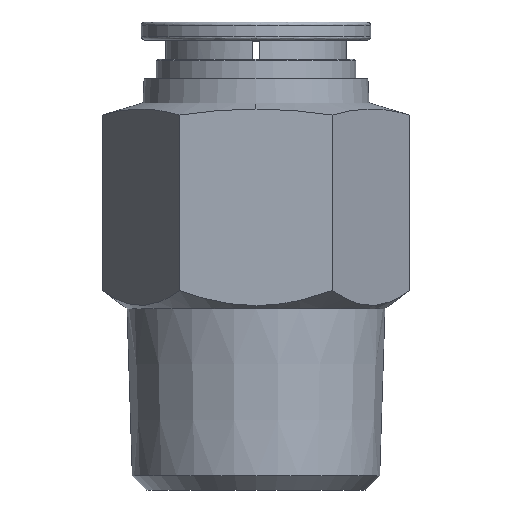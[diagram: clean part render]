
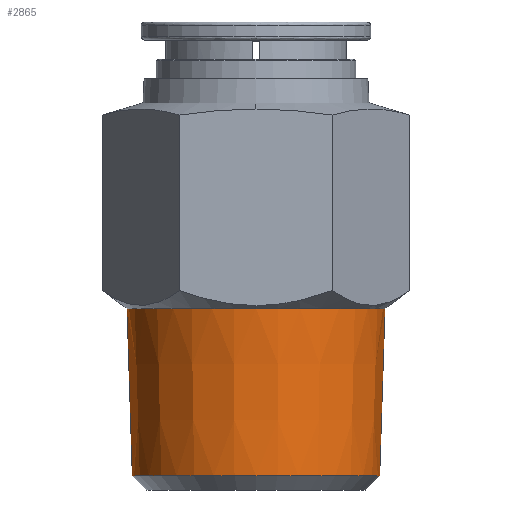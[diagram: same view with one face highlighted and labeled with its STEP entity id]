
A CAD part, front view. The second image highlights one B-rep face of the part: STEP entity #2865.
In plain terms, the highlighted conical face has half-angle 1.79 degrees and reference radius 10.662 mm.
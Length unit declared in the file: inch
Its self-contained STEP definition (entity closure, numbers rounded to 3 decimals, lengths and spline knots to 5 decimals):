
#46 = VERTEX_POINT ( 'NONE', #792 ) ;
#68 = AXIS2_PLACEMENT_3D ( 'NONE', #2868, #1415, #3116 ) ;
#73 = VERTEX_POINT ( 'NONE', #2971 ) ;
#78 = LINE ( 'NONE', #1653, #2561 ) ;
#300 = ORIENTED_EDGE ( 'NONE', *, *, #2404, .T. ) ;
#417 = DIRECTION ( 'NONE',  ( 1., 0., 0. ) ) ;
#456 = DIRECTION ( 'NONE',  ( 0., 0., -1. ) ) ;
#610 = CARTESIAN_POINT ( 'NONE',  ( 1.1811, 0.76132, 0.43307 ) ) ;
#652 = DIRECTION ( 'NONE',  ( 1., 0., 0. ) ) ;
#684 = DIRECTION ( 'NONE',  ( 0., 0., -1. ) ) ;
#715 = AXIS2_PLACEMENT_3D ( 'NONE', #2153, #684, #417 ) ;
#792 = CARTESIAN_POINT ( 'NONE',  ( 1.60089, 1.1811, 0.43307 ) ) ;
#998 = EDGE_CURVE ( 'NONE', #1237, #73, #1397, .T. ) ;
#1075 = EDGE_CURVE ( 'NONE', #46, #1237, #2688, .T. ) ;
#1107 = LINE ( 'NONE', #2041, #1955 ) ;
#1237 = VERTEX_POINT ( 'NONE', #610 ) ;
#1246 = VERTEX_POINT ( 'NONE', #1656 ) ;
#1397 = CIRCLE ( 'NONE', #2759, 0.41978 ) ;
#1415 = DIRECTION ( 'NONE',  ( 0., 0., 1. ) ) ;
#1489 = EDGE_CURVE ( 'NONE', #2353, #1246, #2652, .T. ) ;
#1541 = ORIENTED_EDGE ( 'NONE', *, *, #998, .T. ) ;
#1564 = EDGE_LOOP ( 'NONE', ( #1868, #2452, #300, #2461, #1541 ) ) ;
#1602 = DIRECTION ( 'NONE',  ( 1., 0., 0. ) ) ;
#1637 = DIRECTION ( 'NONE',  ( 0., 0., 1. ) ) ;
#1653 = CARTESIAN_POINT ( 'NONE',  ( 0.76132, 1.1811, 0.43307 ) ) ;
#1656 = CARTESIAN_POINT ( 'NONE',  ( 1.58386, 1.1811, -0.11171 ) ) ;
#1789 = DIRECTION ( 'NONE',  ( 0.031, 0., 1. ) ) ;
#1837 = CARTESIAN_POINT ( 'NONE',  ( 1.1811, 1.1811, 0.43307 ) ) ;
#1839 = EDGE_CURVE ( 'NONE', #2353, #73, #78, .T. ) ;
#1868 = ORIENTED_EDGE ( 'NONE', *, *, #1839, .F. ) ;
#1955 = VECTOR ( 'NONE', #1789, 39.37008 ) ;
#2041 = CARTESIAN_POINT ( 'NONE',  ( 1.60089, 1.1811, 0.43307 ) ) ;
#2153 = CARTESIAN_POINT ( 'NONE',  ( 1.1811, 1.1811, 0.43307 ) ) ;
#2253 = AXIS2_PLACEMENT_3D ( 'NONE', #1837, #1637, #1602 ) ;
#2353 = VERTEX_POINT ( 'NONE', #2691 ) ;
#2391 = DIRECTION ( 'NONE',  ( -0.031, 0., 1. ) ) ;
#2404 = EDGE_CURVE ( 'NONE', #1246, #46, #1107, .T. ) ;
#2452 = ORIENTED_EDGE ( 'NONE', *, *, #1489, .T. ) ;
#2461 = ORIENTED_EDGE ( 'NONE', *, *, #1075, .T. ) ;
#2538 = CONICAL_SURFACE ( 'NONE', #2253, 0.41978, 0.031 ) ;
#2561 = VECTOR ( 'NONE', #2391, 39.37008 ) ;
#2652 = CIRCLE ( 'NONE', #68, 0.40276 ) ;
#2688 = CIRCLE ( 'NONE', #715, 0.41978 ) ;
#2691 = CARTESIAN_POINT ( 'NONE',  ( 0.77834, 1.1811, -0.11171 ) ) ;
#2759 = AXIS2_PLACEMENT_3D ( 'NONE', #3107, #456, #652 ) ;
#2768 = FACE_OUTER_BOUND ( 'NONE', #1564, .T. ) ;
#2865 = ADVANCED_FACE ( 'NONE', ( #2768 ), #2538, .T. ) ;
#2868 = CARTESIAN_POINT ( 'NONE',  ( 1.1811, 1.1811, -0.11171 ) ) ;
#2971 = CARTESIAN_POINT ( 'NONE',  ( 0.76132, 1.1811, 0.43307 ) ) ;
#3107 = CARTESIAN_POINT ( 'NONE',  ( 1.1811, 1.1811, 0.43307 ) ) ;
#3116 = DIRECTION ( 'NONE',  ( 1., 0., 0. ) ) ;
